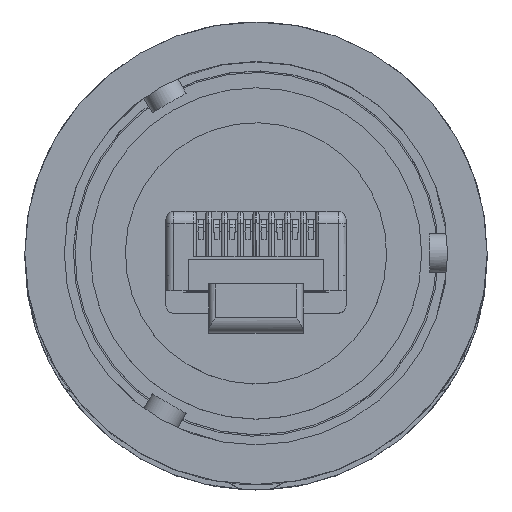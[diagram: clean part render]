
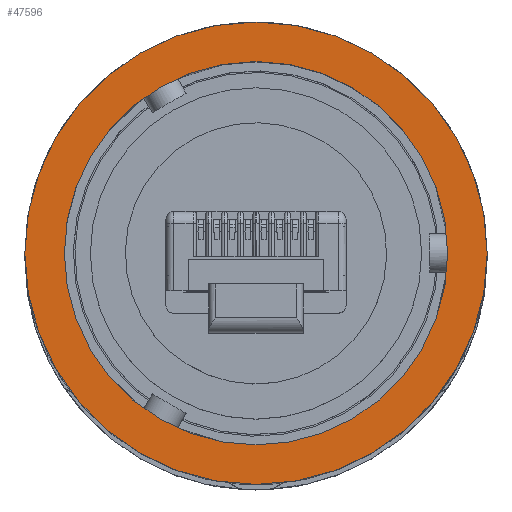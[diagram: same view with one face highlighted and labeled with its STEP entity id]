
A CAD part, top view. The second image highlights one B-rep face of the part: STEP entity #47596.
In plain terms, the highlighted planar face has unit normal (0, 0, 1).
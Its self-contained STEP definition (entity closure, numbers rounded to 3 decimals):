
#47407=AXIS2_PLACEMENT_3D('Circle Axis2P3D',#47405,#47406,$) ;
#47456=AXIS2_PLACEMENT_3D('Circle Axis2P3D',#47454,#47455,$) ;
#47572=AXIS2_PLACEMENT_3D('Plane Axis2P3D',#47569,#47570,#47571) ;
#47576=AXIS2_PLACEMENT_3D('Circle Axis2P3D',#47574,#47575,$) ;
#47585=AXIS2_PLACEMENT_3D('Circle Axis2P3D',#47583,#47584,$) ;
#47402=CARTESIAN_POINT('Vertex',(4.231,21.218,214.22)) ;
#47405=CARTESIAN_POINT('Axis2P3D Location',(15.,15.,214.22)) ;
#47409=CARTESIAN_POINT('Vertex',(25.769,8.783,214.22)) ;
#47454=CARTESIAN_POINT('Axis2P3D Location',(15.,15.,214.22)) ;
#47569=CARTESIAN_POINT('Axis2P3D Location',(15.,15.,214.22)) ;
#47574=CARTESIAN_POINT('Axis2P3D Location',(15.,15.,214.22)) ;
#47578=CARTESIAN_POINT('Vertex',(27.99,7.5,214.22)) ;
#47580=CARTESIAN_POINT('Vertex',(2.01,22.5,214.22)) ;
#47583=CARTESIAN_POINT('Axis2P3D Location',(15.,15.,214.22)) ;
#47406=DIRECTION('Axis2P3D Direction',(-0.,0.,1.)) ;
#47455=DIRECTION('Axis2P3D Direction',(-0.,0.,1.)) ;
#47570=DIRECTION('Axis2P3D Direction',(-0.,0.,1.)) ;
#47571=DIRECTION('Axis2P3D XDirection',(0.866,-0.5,0.)) ;
#47575=DIRECTION('Axis2P3D Direction',(-0.,0.,1.)) ;
#47584=DIRECTION('Axis2P3D Direction',(-0.,0.,1.)) ;
#47589=ORIENTED_EDGE('',*,*,#47582,.T.) ;
#47590=ORIENTED_EDGE('',*,*,#47587,.T.) ;
#47593=ORIENTED_EDGE('',*,*,#47411,.F.) ;
#47594=ORIENTED_EDGE('',*,*,#47458,.F.) ;
#47595=FACE_BOUND('',#47592,.T.) ;
#47596=ADVANCED_FACE('Hauptk\X2\00F6\X0\rper',(#47591,#47595),#47573,.T.) ;
#47408=CIRCLE('generated circle',#47407,12.435) ;
#47457=CIRCLE('generated circle',#47456,12.435) ;
#47577=CIRCLE('generated circle',#47576,15.) ;
#47586=CIRCLE('generated circle',#47585,15.) ;
#47411=EDGE_CURVE('',#47403,#47410,#47408,.T.) ;
#47458=EDGE_CURVE('',#47410,#47403,#47457,.T.) ;
#47582=EDGE_CURVE('',#47579,#47581,#47577,.T.) ;
#47587=EDGE_CURVE('',#47581,#47579,#47586,.T.) ;
#47588=EDGE_LOOP('',(#47589,#47590)) ;
#47592=EDGE_LOOP('',(#47593,#47594)) ;
#47591=FACE_OUTER_BOUND('',#47588,.T.) ;
#47573=PLANE('',#47572) ;
#47403=VERTEX_POINT('',#47402) ;
#47410=VERTEX_POINT('',#47409) ;
#47579=VERTEX_POINT('',#47578) ;
#47581=VERTEX_POINT('',#47580) ;
